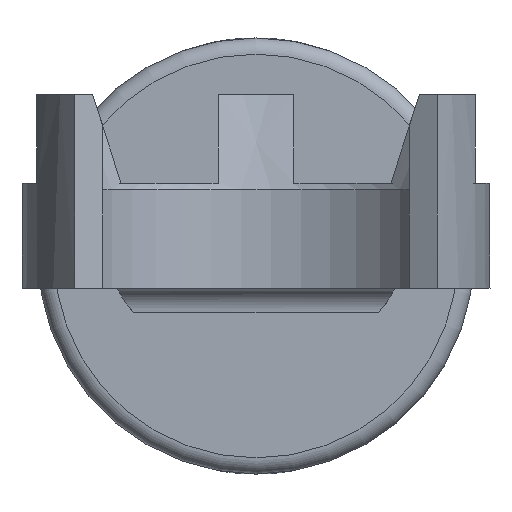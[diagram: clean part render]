
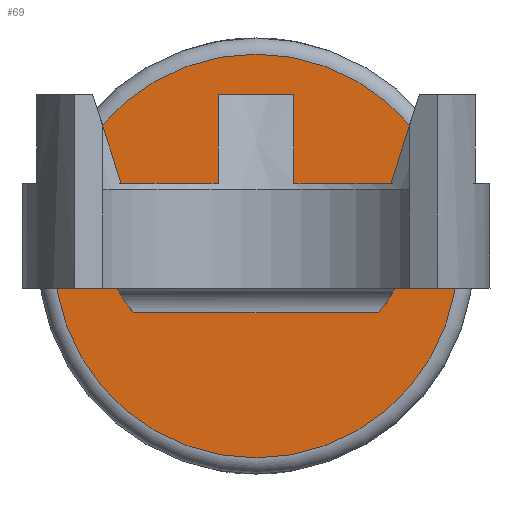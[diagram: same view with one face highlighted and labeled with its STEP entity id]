
A CAD part, left-side view. The second image highlights one B-rep face of the part: STEP entity #69.
In plain terms, the highlighted planar face has unit normal (-1, 0, 0).
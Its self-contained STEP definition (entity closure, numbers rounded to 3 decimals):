
#69 = ADVANCED_FACE( '', ( #173, #174 ), #175, .T. );
#173 = FACE_OUTER_BOUND( '', #325, .T. );
#174 = FACE_BOUND( '', #326, .T. );
#175 = PLANE( '', #327 );
#325 = EDGE_LOOP( '', ( #476 ) );
#326 = EDGE_LOOP( '', ( #477, #478, #479, #480 ) );
#327 = AXIS2_PLACEMENT_3D( '', #481, #482, #483 );
#476 = ORIENTED_EDGE( '', *, *, #852, .T. );
#477 = ORIENTED_EDGE( '', *, *, #853, .T. );
#478 = ORIENTED_EDGE( '', *, *, #854, .T. );
#479 = ORIENTED_EDGE( '', *, *, #855, .T. );
#480 = ORIENTED_EDGE( '', *, *, #856, .T. );
#481 = CARTESIAN_POINT( '', ( 28., 0., 2. ) );
#482 = DIRECTION( '', ( -1., 0., 0. ) );
#483 = DIRECTION( '', ( 0., -1., 0. ) );
#852 = EDGE_CURVE( '', #1003, #1003, #1004, .T. );
#853 = EDGE_CURVE( '', #1005, #1006, #1007, .T. );
#854 = EDGE_CURVE( '', #1006, #1008, #1009, .T. );
#855 = EDGE_CURVE( '', #1008, #1010, #1011, .T. );
#856 = EDGE_CURVE( '', #1010, #1005, #1012, .T. );
#1003 = VERTEX_POINT( '', #1230 );
#1004 = CIRCLE( '', #1231, 12.5 );
#1005 = VERTEX_POINT( '', #1232 );
#1006 = VERTEX_POINT( '', #1233 );
#1007 = LINE( '', #1234, #1235 );
#1008 = VERTEX_POINT( '', #1236 );
#1009 = CIRCLE( '', #1237, 5. );
#1010 = VERTEX_POINT( '', #1238 );
#1011 = LINE( '', #1239, #1240 );
#1012 = CIRCLE( '', #1241, 5. );
#1230 = CARTESIAN_POINT( '', ( 28., -12.5, 2. ) );
#1231 = AXIS2_PLACEMENT_3D( '', #1850, #1851, #1852 );
#1232 = CARTESIAN_POINT( '', ( 28., 7.571, 5.5 ) );
#1233 = CARTESIAN_POINT( '', ( 28., -7.571, 5.5 ) );
#1234 = CARTESIAN_POINT( '', ( 28., -8.583, 5.5 ) );
#1235 = VECTOR( '', #1853, 1000. );
#1236 = CARTESIAN_POINT( '', ( 28., -7.571, -1.5 ) );
#1237 = AXIS2_PLACEMENT_3D( '', #1854, #1855, #1856 );
#1238 = CARTESIAN_POINT( '', ( 28., 7.571, -1.5 ) );
#1239 = CARTESIAN_POINT( '', ( 28., 0., -1.5 ) );
#1240 = VECTOR( '', #1857, 1000. );
#1241 = AXIS2_PLACEMENT_3D( '', #1858, #1859, #1860 );
#1850 = CARTESIAN_POINT( '', ( 28., 0., 2. ) );
#1851 = DIRECTION( '', ( -1., 0., 0. ) );
#1852 = DIRECTION( '', ( 0., -1., 0. ) );
#1853 = DIRECTION( '', ( 0., -1., 0. ) );
#1854 = CARTESIAN_POINT( '', ( 28., -4., 2. ) );
#1855 = DIRECTION( '', ( 1., 0., 0. ) );
#1856 = DIRECTION( '', ( 0., 1., 0. ) );
#1857 = DIRECTION( '', ( 0., 1., 0. ) );
#1858 = CARTESIAN_POINT( '', ( 28., 4., 2. ) );
#1859 = DIRECTION( '', ( 1., 0., 0. ) );
#1860 = DIRECTION( '', ( 0., -1., 0. ) );
